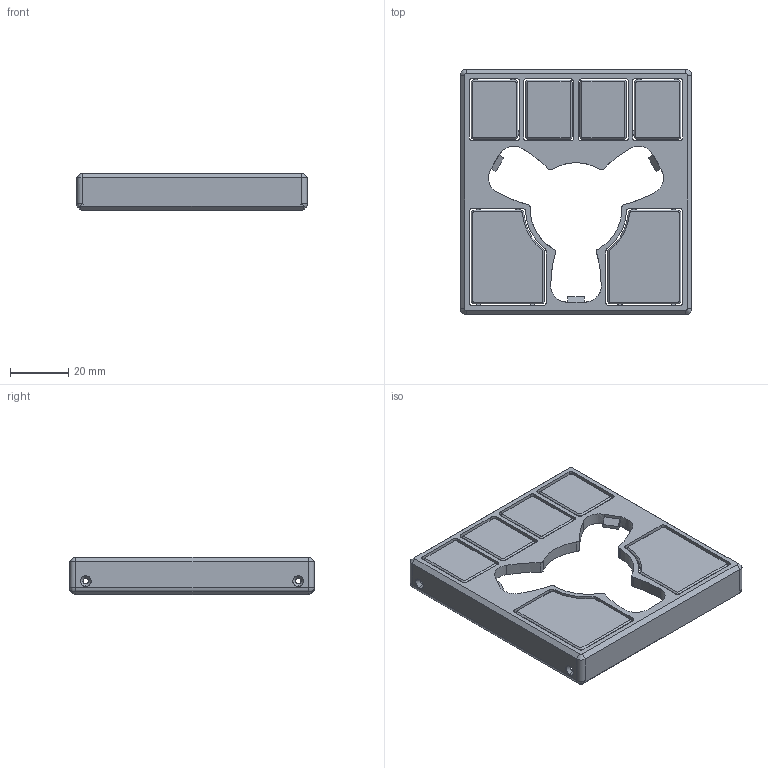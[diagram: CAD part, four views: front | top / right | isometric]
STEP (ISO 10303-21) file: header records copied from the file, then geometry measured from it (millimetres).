
FILE_DESCRIPTION(/* description */ ('STEP AP242','CAx-IF Rec.Pracs.---Representation and Presentation of Product Manufacturing Information (PMI)---4.0---2014-10-13','CAx-IF Rec.Pracs.---3D Tessellated Geometry---0.4---2014-09-14','2;1'),/* implementation_level */ '2;1');
FILE_NAME(/* name */ '68c5d6710de51d6c2f5b7435',/* time_stamp */ '2025-09-13T20:39:19Z',/* author */ (''),/* organization */ (''),/* preprocessor_version */ 'ST-DEVELOPER v20',/* originating_system */ 'ONSHAPE BY PTC INC, 1.203',/* authorisation */ ' ');
FILE_SCHEMA (('AP242_MANAGED_MODEL_BASED_3D_ENGINEERING_MIM_LF { 1 0 10303 442 1 1 4 }'));
Length unit declared in the file: metre
Products named in the file (1): Top-buttons
Bounding box: 79 x 83.78 x 12.7 mm (x, y, z)
Volume: 16647 mm3; surface area: 20775.9 mm2
Topology: 1 solids, 1 shells, 600 faces, 1612 edges, 984 vertices
Faces by surface type: bspline 600
Entity records: 25686 total; most frequent: CARTESIAN_POINT 13947, ORIENTED_EDGE 3224, EDGE_CURVE 1612, DIRECTION 1073, VERTEX_POINT 984, B_SPLINE_CURVE_WITH_KNOTS 711, LINE 697, VECTOR 697
